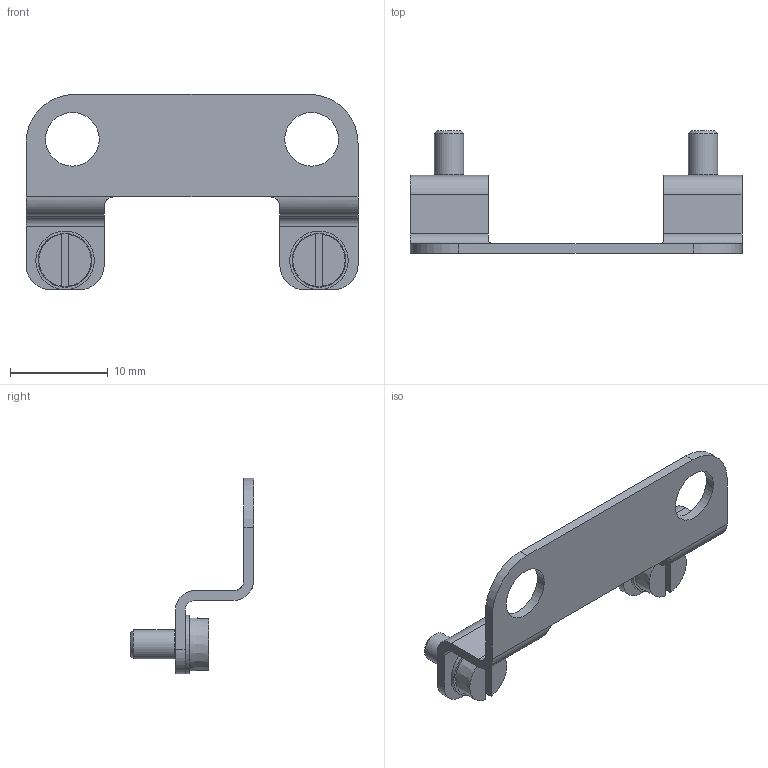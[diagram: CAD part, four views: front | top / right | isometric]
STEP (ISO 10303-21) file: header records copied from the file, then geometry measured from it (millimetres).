
FILE_DESCRIPTION(/* description */ ('STEP AP214'),/* implementation_level */ '2;1');
FILE_NAME(/* name */ '15685_WSR-12-J-M5',/* time_stamp */ '2024-09-18T13:29:13+02:00',/* author */ ('License CC BY-ND 4.0'),/* organization */ ('CADENAS'),/* preprocessor_version */ 'ST-DEVELOPER v19.3',/* originating_system */ 'PARTsolutions',/* authorisation */ ' ');
FILE_SCHEMA (('AUTOMOTIVE_DESIGN {1 0 10303 214 3 1 1}'));
Length unit declared in the file: millimetre
Products named in the file (4): 15685 WSR-12-J-M5; 15685 WSR-12-J-M5-(Platte); Tooth lock washer DIN 6797 - J3.2; DIN-84 - M3x6
Assembly tree (5 placements, depth 2):
  15685 WSR-12-J-M5
    15685 WSR-12-J-M5-(Platte)
    Tooth lock washer DIN 6797 - J3.2  x2
    DIN-84 - M3x6  x2
Bounding box: 34 x 12.6 x 20 mm (x, y, z)
Volume: 700 mm3; surface area: 1625.9 mm2
Topology: 5 solids, 5 shells, 118 faces, 306 edges, 200 vertices
Faces by surface type: plane 60, cylinder 48, cone 8, torus 2
Full cylindrical faces by diameter (mm): 3 x2, 3.2 x2, 5.5 x2, 6 x2
Entity records: 2489 total; most frequent: CARTESIAN_POINT 438, DIRECTION 422, ORIENTED_EDGE 382, EDGE_CURVE 191, AXIS2_PLACEMENT_3D 155, VERTEX_POINT 131, LINE 112, VECTOR 112
